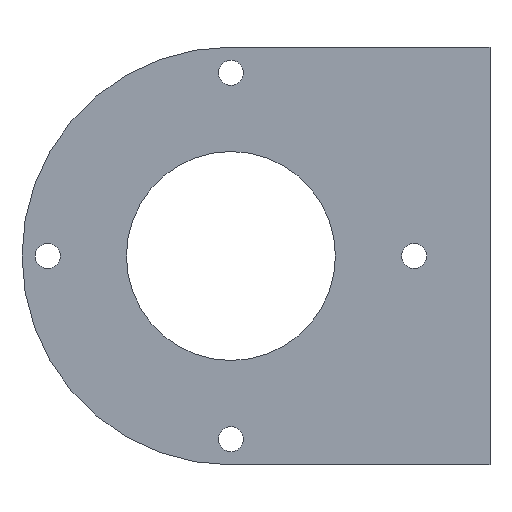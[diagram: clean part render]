
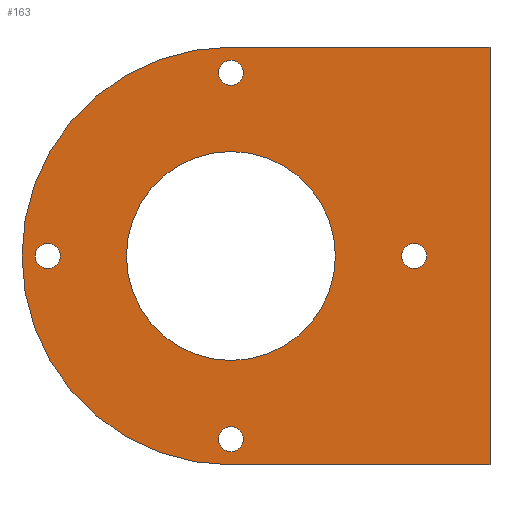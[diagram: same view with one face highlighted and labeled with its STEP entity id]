
A CAD part, left-side view. The second image highlights one B-rep face of the part: STEP entity #163.
In plain terms, the highlighted planar face has unit normal (-1, 0, 0).
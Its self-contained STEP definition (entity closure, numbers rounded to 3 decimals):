
#14 = CARTESIAN_POINT ( 'NONE',  ( -10., 31., 0. ) ) ;
#16 = CIRCLE ( 'NONE', #1040, 12.5 ) ;
#20 = FACE_OUTER_BOUND ( 'NONE', #282, .T. ) ;
#32 = FACE_BOUND ( 'NONE', #998, .T. ) ;
#36 = DIRECTION ( 'NONE',  ( 0., -1., 0. ) ) ;
#38 = CARTESIAN_POINT ( 'NONE',  ( -10., 9.08, 0. ) ) ;
#48 = EDGE_CURVE ( 'NONE', #305, #405, #749, .T. ) ;
#53 = DIRECTION ( 'NONE',  ( 0., 0., 1. ) ) ;
#54 = DIRECTION ( 'NONE',  ( -1., 0., 0. ) ) ;
#55 = EDGE_LOOP ( 'NONE', ( #369, #992 ) ) ;
#59 = CIRCLE ( 'NONE', #1123, 1.5 ) ;
#60 = VERTEX_POINT ( 'NONE', #1111 ) ;
#73 = CARTESIAN_POINT ( 'NONE',  ( -10., 0., 25. ) ) ;
#76 = AXIS2_PLACEMENT_3D ( 'NONE', #782, #570, #104 ) ;
#92 = DIRECTION ( 'NONE',  ( 0., -1., 0. ) ) ;
#97 = EDGE_CURVE ( 'NONE', #963, #789, #1081, .T. ) ;
#100 = EDGE_CURVE ( 'NONE', #789, #963, #1232, .T. ) ;
#104 = DIRECTION ( 'NONE',  ( 0., 0., 1. ) ) ;
#107 = CARTESIAN_POINT ( 'NONE',  ( -10., 31., 25. ) ) ;
#114 = EDGE_CURVE ( 'NONE', #214, #60, #1127, .T. ) ;
#117 = ORIENTED_EDGE ( 'NONE', *, *, #1007, .F. ) ;
#122 = CARTESIAN_POINT ( 'NONE',  ( -10., 31., 0. ) ) ;
#133 = EDGE_CURVE ( 'NONE', #195, #899, #1048, .T. ) ;
#139 = DIRECTION ( 'NONE',  ( 0., 0., 1. ) ) ;
#140 = VECTOR ( 'NONE', #462, 1000. ) ;
#146 = CARTESIAN_POINT ( 'NONE',  ( -10., 31., -21.92 ) ) ;
#148 = CARTESIAN_POINT ( 'NONE',  ( -10., 52.92, 0. ) ) ;
#155 = DIRECTION ( 'NONE',  ( -1., 0., 0. ) ) ;
#163 = ADVANCED_FACE ( 'NONE', ( #858, #989, #1179, #32, #890, #20 ), #412, .F. ) ;
#175 = CIRCLE ( 'NONE', #280, 12.5 ) ;
#177 = DIRECTION ( 'NONE',  ( 0., 0., 1. ) ) ;
#186 = LINE ( 'NONE', #958, #402 ) ;
#189 = CARTESIAN_POINT ( 'NONE',  ( -10., 31., 0. ) ) ;
#195 = VERTEX_POINT ( 'NONE', #107 ) ;
#199 = AXIS2_PLACEMENT_3D ( 'NONE', #14, #587, #1244 ) ;
#204 = CARTESIAN_POINT ( 'NONE',  ( -10., 0., 25. ) ) ;
#214 = VERTEX_POINT ( 'NONE', #219 ) ;
#219 = CARTESIAN_POINT ( 'NONE',  ( -10., 31., 20.42 ) ) ;
#271 = CARTESIAN_POINT ( 'NONE',  ( -10., 31., -25. ) ) ;
#280 = AXIS2_PLACEMENT_3D ( 'NONE', #122, #54, #898 ) ;
#282 = EDGE_LOOP ( 'NONE', ( #840, #453, #386, #955 ) ) ;
#293 = VERTEX_POINT ( 'NONE', #533 ) ;
#305 = VERTEX_POINT ( 'NONE', #838 ) ;
#316 = CARTESIAN_POINT ( 'NONE',  ( -10., 31., 21.92 ) ) ;
#321 = EDGE_CURVE ( 'NONE', #1020, #293, #520, .T. ) ;
#344 = DIRECTION ( 'NONE',  ( -1., 0., 0. ) ) ;
#369 = ORIENTED_EDGE ( 'NONE', *, *, #1180, .F. ) ;
#386 = ORIENTED_EDGE ( 'NONE', *, *, #430, .T. ) ;
#394 = ORIENTED_EDGE ( 'NONE', *, *, #1192, .F. ) ;
#402 = VECTOR ( 'NONE', #92, 1000. ) ;
#405 = VERTEX_POINT ( 'NONE', #851 ) ;
#412 = PLANE ( 'NONE',  #1024 ) ;
#430 = EDGE_CURVE ( 'NONE', #899, #737, #186, .T. ) ;
#439 = CIRCLE ( 'NONE', #76, 1.5 ) ;
#453 = ORIENTED_EDGE ( 'NONE', *, *, #133, .T. ) ;
#462 = DIRECTION ( 'NONE',  ( 0., 0., 1. ) ) ;
#472 = CARTESIAN_POINT ( 'NONE',  ( -10., 52.92, -1.5 ) ) ;
#478 = AXIS2_PLACEMENT_3D ( 'NONE', #146, #1197, #139 ) ;
#501 = CARTESIAN_POINT ( 'NONE',  ( -10., 56., 25. ) ) ;
#520 = CIRCLE ( 'NONE', #478, 1.5 ) ;
#533 = CARTESIAN_POINT ( 'NONE',  ( -10., 31., -23.42 ) ) ;
#540 = DIRECTION ( 'NONE',  ( 0., 0., 1. ) ) ;
#547 = DIRECTION ( 'NONE',  ( 0., 0., 1. ) ) ;
#557 = CIRCLE ( 'NONE', #1159, 1.5 ) ;
#569 = EDGE_LOOP ( 'NONE', ( #1209, #622 ) ) ;
#570 = DIRECTION ( 'NONE',  ( -1., 0., 0. ) ) ;
#584 = DIRECTION ( 'NONE',  ( 0., 0., 1. ) ) ;
#587 = DIRECTION ( 'NONE',  ( -1., 0., 0. ) ) ;
#609 = LINE ( 'NONE', #501, #673 ) ;
#615 = EDGE_LOOP ( 'NONE', ( #1025, #394 ) ) ;
#622 = ORIENTED_EDGE ( 'NONE', *, *, #97, .F. ) ;
#629 = DIRECTION ( 'NONE',  ( -1., 0., 0. ) ) ;
#645 = LINE ( 'NONE', #73, #140 ) ;
#648 = DIRECTION ( 'NONE',  ( -1., 0., 0. ) ) ;
#664 = CARTESIAN_POINT ( 'NONE',  ( -10., 31., 12.5 ) ) ;
#673 = VECTOR ( 'NONE', #36, 1000. ) ;
#687 = EDGE_CURVE ( 'NONE', #405, #305, #59, .T. ) ;
#696 = DIRECTION ( 'NONE',  ( 1., 0., 0. ) ) ;
#697 = VERTEX_POINT ( 'NONE', #995 ) ;
#711 = ORIENTED_EDGE ( 'NONE', *, *, #48, .F. ) ;
#723 = CARTESIAN_POINT ( 'NONE',  ( -10., 52.92, 1.5 ) ) ;
#724 = AXIS2_PLACEMENT_3D ( 'NONE', #316, #806, #177 ) ;
#727 = CARTESIAN_POINT ( 'NONE',  ( -10., 9.08, 0. ) ) ;
#737 = VERTEX_POINT ( 'NONE', #831 ) ;
#749 = CIRCLE ( 'NONE', #1167, 1.5 ) ;
#782 = CARTESIAN_POINT ( 'NONE',  ( -10., 31., -21.92 ) ) ;
#788 = AXIS2_PLACEMENT_3D ( 'NONE', #1023, #629, #53 ) ;
#789 = VERTEX_POINT ( 'NONE', #723 ) ;
#800 = CARTESIAN_POINT ( 'NONE',  ( -10., 56., 25. ) ) ;
#806 = DIRECTION ( 'NONE',  ( -1., 0., 0. ) ) ;
#831 = CARTESIAN_POINT ( 'NONE',  ( -10., 0., -25. ) ) ;
#838 = CARTESIAN_POINT ( 'NONE',  ( -10., 9.08, 1.5 ) ) ;
#840 = ORIENTED_EDGE ( 'NONE', *, *, #1220, .F. ) ;
#842 = VERTEX_POINT ( 'NONE', #664 ) ;
#851 = CARTESIAN_POINT ( 'NONE',  ( -10., 9.08, -1.5 ) ) ;
#858 = FACE_BOUND ( 'NONE', #932, .T. ) ;
#886 = AXIS2_PLACEMENT_3D ( 'NONE', #148, #155, #540 ) ;
#890 = FACE_BOUND ( 'NONE', #615, .T. ) ;
#898 = DIRECTION ( 'NONE',  ( 0., 0., 1. ) ) ;
#899 = VERTEX_POINT ( 'NONE', #271 ) ;
#919 = CARTESIAN_POINT ( 'NONE',  ( -10., 31., 21.92 ) ) ;
#932 = EDGE_LOOP ( 'NONE', ( #1156, #117 ) ) ;
#954 = EDGE_CURVE ( 'NONE', #737, #1090, #645, .T. ) ;
#955 = ORIENTED_EDGE ( 'NONE', *, *, #954, .T. ) ;
#958 = CARTESIAN_POINT ( 'NONE',  ( -10., 56., -25. ) ) ;
#963 = VERTEX_POINT ( 'NONE', #472 ) ;
#972 = DIRECTION ( 'NONE',  ( -1., 0., 0. ) ) ;
#989 = FACE_BOUND ( 'NONE', #569, .T. ) ;
#992 = ORIENTED_EDGE ( 'NONE', *, *, #114, .F. ) ;
#995 = CARTESIAN_POINT ( 'NONE',  ( -10., 31., -12.5 ) ) ;
#998 = EDGE_LOOP ( 'NONE', ( #711, #1049 ) ) ;
#1007 = EDGE_CURVE ( 'NONE', #293, #1020, #439, .T. ) ;
#1020 = VERTEX_POINT ( 'NONE', #1151 ) ;
#1023 = CARTESIAN_POINT ( 'NONE',  ( -10., 52.92, 0. ) ) ;
#1024 = AXIS2_PLACEMENT_3D ( 'NONE', #800, #696, #1186 ) ;
#1025 = ORIENTED_EDGE ( 'NONE', *, *, #1034, .F. ) ;
#1034 = EDGE_CURVE ( 'NONE', #842, #697, #16, .T. ) ;
#1040 = AXIS2_PLACEMENT_3D ( 'NONE', #189, #972, #584 ) ;
#1048 = CIRCLE ( 'NONE', #199, 25. ) ;
#1049 = ORIENTED_EDGE ( 'NONE', *, *, #687, .F. ) ;
#1081 = CIRCLE ( 'NONE', #788, 1.5 ) ;
#1090 = VERTEX_POINT ( 'NONE', #204 ) ;
#1091 = DIRECTION ( 'NONE',  ( 0., 0., 1. ) ) ;
#1099 = DIRECTION ( 'NONE',  ( 0., 0., 1. ) ) ;
#1108 = DIRECTION ( 'NONE',  ( -1., 0., 0. ) ) ;
#1111 = CARTESIAN_POINT ( 'NONE',  ( -10., 31., 23.42 ) ) ;
#1123 = AXIS2_PLACEMENT_3D ( 'NONE', #38, #1108, #1099 ) ;
#1127 = CIRCLE ( 'NONE', #724, 1.5 ) ;
#1151 = CARTESIAN_POINT ( 'NONE',  ( -10., 31., -20.42 ) ) ;
#1156 = ORIENTED_EDGE ( 'NONE', *, *, #321, .F. ) ;
#1159 = AXIS2_PLACEMENT_3D ( 'NONE', #919, #344, #1091 ) ;
#1167 = AXIS2_PLACEMENT_3D ( 'NONE', #727, #648, #547 ) ;
#1179 = FACE_BOUND ( 'NONE', #55, .T. ) ;
#1180 = EDGE_CURVE ( 'NONE', #60, #214, #557, .T. ) ;
#1186 = DIRECTION ( 'NONE',  ( 0., 0., -1. ) ) ;
#1192 = EDGE_CURVE ( 'NONE', #697, #842, #175, .T. ) ;
#1197 = DIRECTION ( 'NONE',  ( -1., 0., 0. ) ) ;
#1209 = ORIENTED_EDGE ( 'NONE', *, *, #100, .F. ) ;
#1220 = EDGE_CURVE ( 'NONE', #195, #1090, #609, .T. ) ;
#1232 = CIRCLE ( 'NONE', #886, 1.5 ) ;
#1244 = DIRECTION ( 'NONE',  ( 0., 0., 1. ) ) ;
